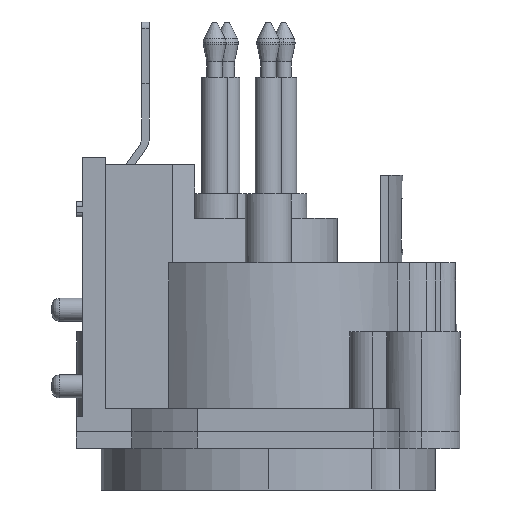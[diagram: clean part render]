
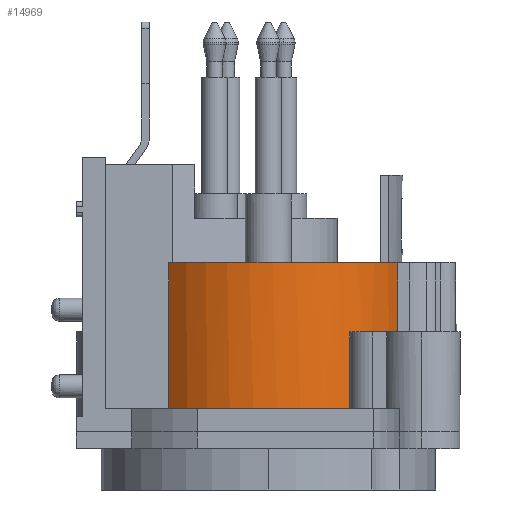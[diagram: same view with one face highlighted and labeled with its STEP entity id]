
A CAD part, front view. The second image highlights one B-rep face of the part: STEP entity #14969.
In plain terms, the highlighted cylindrical face has radius 9.15 mm (diameter 18.3 mm), a partial arc.
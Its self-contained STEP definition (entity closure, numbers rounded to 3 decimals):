
#1226 = PLANE('',#1227);
#1227 = AXIS2_PLACEMENT_3D('',#1228,#1229,#1230);
#1228 = CARTESIAN_POINT('',(0.,0.,5.));
#1229 = DIRECTION('',(0.,0.,-1.));
#1230 = DIRECTION('',(0.,1.,0.));
#1537 = VERTEX_POINT('',#1538);
#1538 = CARTESIAN_POINT('',(6.747,-6.181,5.));
#1552 = PLANE('',#1553);
#1553 = AXIS2_PLACEMENT_3D('',#1554,#1555,#1556);
#1554 = CARTESIAN_POINT('',(7.964,-7.398,-13.8));
#1555 = DIRECTION('',(-0.707,-0.707,0.));
#1556 = DIRECTION('',(0.707,-0.707,0.));
#1564 = EDGE_CURVE('',#1537,#1565,#1567,.T.);
#1565 = VERTEX_POINT('',#1566);
#1566 = CARTESIAN_POINT('',(6.181,-6.747,5.));
#1567 = SURFACE_CURVE('',#1568,(#1573,#1580),.PCURVE_S1.);
#1568 = CIRCLE('',#1569,9.15);
#1569 = AXIS2_PLACEMENT_3D('',#1570,#1571,#1572);
#1570 = CARTESIAN_POINT('',(0.,0.,5.));
#1571 = DIRECTION('',(0.,0.,-1.));
#1572 = DIRECTION('',(0.,-1.,0.));
#1573 = PCURVE('',#1226,#1574);
#1574 = DEFINITIONAL_REPRESENTATION('',(#1575),#1579);
#1575 = CIRCLE('',#1576,9.15);
#1576 = AXIS2_PLACEMENT_2D('',#1577,#1578);
#1577 = CARTESIAN_POINT('',(0.,0.));
#1578 = DIRECTION('',(-1.,0.));
#1579 = ( GEOMETRIC_REPRESENTATION_CONTEXT(2) 
PARAMETRIC_REPRESENTATION_CONTEXT() REPRESENTATION_CONTEXT('2D SPACE',''
  ) );
#1580 = PCURVE('',#1581,#1586);
#1581 = CYLINDRICAL_SURFACE('',#1582,9.15);
#1582 = AXIS2_PLACEMENT_3D('',#1583,#1584,#1585);
#1583 = CARTESIAN_POINT('',(0.,0.,9.5));
#1584 = DIRECTION('',(0.,0.,-1.));
#1585 = DIRECTION('',(0.,1.,0.));
#1586 = DEFINITIONAL_REPRESENTATION('',(#1587),#1591);
#1587 = LINE('',#1588,#1589);
#1588 = CARTESIAN_POINT('',(-3.142,4.5));
#1589 = VECTOR('',#1590,1.);
#1590 = DIRECTION('',(1.,0.));
#1591 = ( GEOMETRIC_REPRESENTATION_CONTEXT(2) 
PARAMETRIC_REPRESENTATION_CONTEXT() REPRESENTATION_CONTEXT('2D SPACE',''
  ) );
#1609 = PLANE('',#1610);
#1610 = AXIS2_PLACEMENT_3D('',#1611,#1612,#1613);
#1611 = CARTESIAN_POINT('',(8.068,-8.634,-13.8));
#1612 = DIRECTION('',(0.707,0.707,0.));
#1613 = DIRECTION('',(-0.707,0.707,0.));
#5425 = PLANE('',#5426);
#5426 = AXIS2_PLACEMENT_3D('',#5427,#5428,#5429);
#5427 = CARTESIAN_POINT('',(0.,0.,9.5));
#5428 = DIRECTION('',(0.,0.,-1.));
#5429 = DIRECTION('',(0.,1.,0.));
#5922 = VERTEX_POINT('',#5923);
#5923 = CARTESIAN_POINT('',(-6.49,-6.45,9.5));
#5937 = PLANE('',#5938);
#5938 = AXIS2_PLACEMENT_3D('',#5939,#5940,#5941);
#5939 = CARTESIAN_POINT('',(-6.588,-6.45,-13.8));
#5940 = DIRECTION('',(0.,1.,0.));
#5941 = DIRECTION('',(-1.,0.,0.));
#5949 = EDGE_CURVE('',#5950,#5922,#5952,.T.);
#5950 = VERTEX_POINT('',#5951);
#5951 = CARTESIAN_POINT('',(8.454,-3.5,9.5));
#5952 = SURFACE_CURVE('',#5953,(#5958,#5965),.PCURVE_S1.);
#5953 = CIRCLE('',#5954,9.15);
#5954 = AXIS2_PLACEMENT_3D('',#5955,#5956,#5957);
#5955 = CARTESIAN_POINT('',(0.,0.,9.5));
#5956 = DIRECTION('',(0.,0.,-1.));
#5957 = DIRECTION('',(0.,-1.,0.));
#5958 = PCURVE('',#5425,#5959);
#5959 = DEFINITIONAL_REPRESENTATION('',(#5960),#5964);
#5960 = CIRCLE('',#5961,9.15);
#5961 = AXIS2_PLACEMENT_2D('',#5962,#5963);
#5962 = CARTESIAN_POINT('',(0.,0.));
#5963 = DIRECTION('',(-1.,0.));
#5964 = ( GEOMETRIC_REPRESENTATION_CONTEXT(2) 
PARAMETRIC_REPRESENTATION_CONTEXT() REPRESENTATION_CONTEXT('2D SPACE',''
  ) );
#5965 = PCURVE('',#1581,#5966);
#5966 = DEFINITIONAL_REPRESENTATION('',(#5967),#5971);
#5967 = LINE('',#5968,#5969);
#5968 = CARTESIAN_POINT('',(-3.142,0.));
#5969 = VECTOR('',#5970,1.);
#5970 = DIRECTION('',(1.,0.));
#5971 = ( GEOMETRIC_REPRESENTATION_CONTEXT(2) 
PARAMETRIC_REPRESENTATION_CONTEXT() REPRESENTATION_CONTEXT('2D SPACE',''
  ) );
#5989 = PLANE('',#5990);
#5990 = AXIS2_PLACEMENT_3D('',#5991,#5992,#5993);
#5991 = CARTESIAN_POINT('',(10.005,-3.5,-13.8));
#5992 = DIRECTION('',(0.,1.,0.));
#5993 = DIRECTION('',(-1.,0.,0.));
#7431 = PLANE('',#7432);
#7432 = AXIS2_PLACEMENT_3D('',#7433,#7434,#7435);
#7433 = CARTESIAN_POINT('',(0.,0.,0.));
#7434 = DIRECTION('',(0.,0.,-1.));
#7435 = DIRECTION('',(0.,1.,0.));
#7910 = PLANE('',#7911);
#7911 = AXIS2_PLACEMENT_3D('',#7912,#7913,#7914);
#7912 = CARTESIAN_POINT('',(0.,0.,0.));
#7913 = DIRECTION('',(0.,0.,-1.));
#7914 = DIRECTION('',(0.,1.,0.));
#14310 = VERTEX_POINT('',#14311);
#14311 = CARTESIAN_POINT('',(6.181,-6.747,0.));
#14332 = EDGE_CURVE('',#14310,#14333,#14335,.T.);
#14333 = VERTEX_POINT('',#14334);
#14334 = CARTESIAN_POINT('',(-6.49,-6.45,0.));
#14335 = SURFACE_CURVE('',#14336,(#14341,#14348),.PCURVE_S1.);
#14336 = CIRCLE('',#14337,9.15);
#14337 = AXIS2_PLACEMENT_3D('',#14338,#14339,#14340);
#14338 = CARTESIAN_POINT('',(0.,0.,0.));
#14339 = DIRECTION('',(0.,0.,-1.));
#14340 = DIRECTION('',(0.,-1.,0.));
#14341 = PCURVE('',#7910,#14342);
#14342 = DEFINITIONAL_REPRESENTATION('',(#14343),#14347);
#14343 = CIRCLE('',#14344,9.15);
#14344 = AXIS2_PLACEMENT_2D('',#14345,#14346);
#14345 = CARTESIAN_POINT('',(0.,0.));
#14346 = DIRECTION('',(-1.,0.));
#14347 = ( GEOMETRIC_REPRESENTATION_CONTEXT(2) 
PARAMETRIC_REPRESENTATION_CONTEXT() REPRESENTATION_CONTEXT('2D SPACE',''
  ) );
#14348 = PCURVE('',#1581,#14349);
#14349 = DEFINITIONAL_REPRESENTATION('',(#14350),#14354);
#14350 = LINE('',#14351,#14352);
#14351 = CARTESIAN_POINT('',(-3.142,9.5));
#14352 = VECTOR('',#14353,1.);
#14353 = DIRECTION('',(1.,0.));
#14354 = ( GEOMETRIC_REPRESENTATION_CONTEXT(2) 
PARAMETRIC_REPRESENTATION_CONTEXT() REPRESENTATION_CONTEXT('2D SPACE',''
  ) );
#14927 = EDGE_CURVE('',#14333,#5922,#14928,.T.);
#14928 = SURFACE_CURVE('',#14929,(#14933,#14940),.PCURVE_S1.);
#14929 = LINE('',#14930,#14931);
#14930 = CARTESIAN_POINT('',(-6.49,-6.45,9.5));
#14931 = VECTOR('',#14932,1.);
#14932 = DIRECTION('',(0.,0.,1.));
#14933 = PCURVE('',#5937,#14934);
#14934 = DEFINITIONAL_REPRESENTATION('',(#14935),#14939);
#14935 = LINE('',#14936,#14937);
#14936 = CARTESIAN_POINT('',(-0.098,23.3));
#14937 = VECTOR('',#14938,1.);
#14938 = DIRECTION('',(0.,1.));
#14939 = ( GEOMETRIC_REPRESENTATION_CONTEXT(2) 
PARAMETRIC_REPRESENTATION_CONTEXT() REPRESENTATION_CONTEXT('2D SPACE',''
  ) );
#14940 = PCURVE('',#1581,#14941);
#14941 = DEFINITIONAL_REPRESENTATION('',(#14942),#14946);
#14942 = LINE('',#14943,#14944);
#14943 = CARTESIAN_POINT('',(3.93,0.));
#14944 = VECTOR('',#14945,1.);
#14945 = DIRECTION('',(0.,-1.));
#14946 = ( GEOMETRIC_REPRESENTATION_CONTEXT(2) 
PARAMETRIC_REPRESENTATION_CONTEXT() REPRESENTATION_CONTEXT('2D SPACE',''
  ) );
#14969 = ADVANCED_FACE('',(#14970),#1581,.T.);
#14970 = FACE_BOUND('',#14971,.T.);
#14971 = EDGE_LOOP('',(#14972,#14973,#14974,#14975,#14996,#14997,#15020,
    #15044));
#14972 = ORIENTED_EDGE('',*,*,#5949,.T.);
#14973 = ORIENTED_EDGE('',*,*,#14927,.F.);
#14974 = ORIENTED_EDGE('',*,*,#14332,.F.);
#14975 = ORIENTED_EDGE('',*,*,#14976,.T.);
#14976 = EDGE_CURVE('',#14310,#1565,#14977,.T.);
#14977 = SURFACE_CURVE('',#14978,(#14982,#14989),.PCURVE_S1.);
#14978 = LINE('',#14979,#14980);
#14979 = CARTESIAN_POINT('',(6.181,-6.747,9.5));
#14980 = VECTOR('',#14981,1.);
#14981 = DIRECTION('',(0.,0.,1.));
#14982 = PCURVE('',#1581,#14983);
#14983 = DEFINITIONAL_REPRESENTATION('',(#14984),#14988);
#14984 = LINE('',#14985,#14986);
#14985 = CARTESIAN_POINT('',(2.4,0.));
#14986 = VECTOR('',#14987,1.);
#14987 = DIRECTION('',(0.,-1.));
#14988 = ( GEOMETRIC_REPRESENTATION_CONTEXT(2) 
PARAMETRIC_REPRESENTATION_CONTEXT() REPRESENTATION_CONTEXT('2D SPACE',''
  ) );
#14989 = PCURVE('',#1609,#14990);
#14990 = DEFINITIONAL_REPRESENTATION('',(#14991),#14995);
#14991 = LINE('',#14992,#14993);
#14992 = CARTESIAN_POINT('',(2.669,23.3));
#14993 = VECTOR('',#14994,1.);
#14994 = DIRECTION('',(0.,1.));
#14995 = ( GEOMETRIC_REPRESENTATION_CONTEXT(2) 
PARAMETRIC_REPRESENTATION_CONTEXT() REPRESENTATION_CONTEXT('2D SPACE',''
  ) );
#14996 = ORIENTED_EDGE('',*,*,#1564,.F.);
#14997 = ORIENTED_EDGE('',*,*,#14998,.T.);
#14998 = EDGE_CURVE('',#1537,#14999,#15001,.T.);
#14999 = VERTEX_POINT('',#15000);
#15000 = CARTESIAN_POINT('',(6.747,-6.181,0.));
#15001 = SURFACE_CURVE('',#15002,(#15006,#15013),.PCURVE_S1.);
#15002 = LINE('',#15003,#15004);
#15003 = CARTESIAN_POINT('',(6.747,-6.181,5.));
#15004 = VECTOR('',#15005,1.);
#15005 = DIRECTION('',(0.,0.,-1.));
#15006 = PCURVE('',#1581,#15007);
#15007 = DEFINITIONAL_REPRESENTATION('',(#15008),#15012);
#15008 = LINE('',#15009,#15010);
#15009 = CARTESIAN_POINT('',(2.312,4.5));
#15010 = VECTOR('',#15011,1.);
#15011 = DIRECTION('',(0.,1.));
#15012 = ( GEOMETRIC_REPRESENTATION_CONTEXT(2) 
PARAMETRIC_REPRESENTATION_CONTEXT() REPRESENTATION_CONTEXT('2D SPACE',''
  ) );
#15013 = PCURVE('',#1552,#15014);
#15014 = DEFINITIONAL_REPRESENTATION('',(#15015),#15019);
#15015 = LINE('',#15016,#15017);
#15016 = CARTESIAN_POINT('',(-1.722,18.8));
#15017 = VECTOR('',#15018,1.);
#15018 = DIRECTION('',(0.,-1.));
#15019 = ( GEOMETRIC_REPRESENTATION_CONTEXT(2) 
PARAMETRIC_REPRESENTATION_CONTEXT() REPRESENTATION_CONTEXT('2D SPACE',''
  ) );
#15020 = ORIENTED_EDGE('',*,*,#15021,.F.);
#15021 = EDGE_CURVE('',#15022,#14999,#15024,.T.);
#15022 = VERTEX_POINT('',#15023);
#15023 = CARTESIAN_POINT('',(8.454,-3.5,0.));
#15024 = SURFACE_CURVE('',#15025,(#15030,#15037),.PCURVE_S1.);
#15025 = CIRCLE('',#15026,9.15);
#15026 = AXIS2_PLACEMENT_3D('',#15027,#15028,#15029);
#15027 = CARTESIAN_POINT('',(0.,0.,0.));
#15028 = DIRECTION('',(0.,0.,-1.));
#15029 = DIRECTION('',(0.,-1.,0.));
#15030 = PCURVE('',#1581,#15031);
#15031 = DEFINITIONAL_REPRESENTATION('',(#15032),#15036);
#15032 = LINE('',#15033,#15034);
#15033 = CARTESIAN_POINT('',(-3.142,9.5));
#15034 = VECTOR('',#15035,1.);
#15035 = DIRECTION('',(1.,0.));
#15036 = ( GEOMETRIC_REPRESENTATION_CONTEXT(2) 
PARAMETRIC_REPRESENTATION_CONTEXT() REPRESENTATION_CONTEXT('2D SPACE',''
  ) );
#15037 = PCURVE('',#7431,#15038);
#15038 = DEFINITIONAL_REPRESENTATION('',(#15039),#15043);
#15039 = CIRCLE('',#15040,9.15);
#15040 = AXIS2_PLACEMENT_2D('',#15041,#15042);
#15041 = CARTESIAN_POINT('',(0.,0.));
#15042 = DIRECTION('',(-1.,0.));
#15043 = ( GEOMETRIC_REPRESENTATION_CONTEXT(2) 
PARAMETRIC_REPRESENTATION_CONTEXT() REPRESENTATION_CONTEXT('2D SPACE',''
  ) );
#15044 = ORIENTED_EDGE('',*,*,#15045,.T.);
#15045 = EDGE_CURVE('',#15022,#5950,#15046,.T.);
#15046 = SURFACE_CURVE('',#15047,(#15051,#15058),.PCURVE_S1.);
#15047 = LINE('',#15048,#15049);
#15048 = CARTESIAN_POINT('',(8.454,-3.5,9.5));
#15049 = VECTOR('',#15050,1.);
#15050 = DIRECTION('',(0.,0.,1.));
#15051 = PCURVE('',#1581,#15052);
#15052 = DEFINITIONAL_REPRESENTATION('',(#15053),#15057);
#15053 = LINE('',#15054,#15055);
#15054 = CARTESIAN_POINT('',(1.963,0.));
#15055 = VECTOR('',#15056,1.);
#15056 = DIRECTION('',(0.,-1.));
#15057 = ( GEOMETRIC_REPRESENTATION_CONTEXT(2) 
PARAMETRIC_REPRESENTATION_CONTEXT() REPRESENTATION_CONTEXT('2D SPACE',''
  ) );
#15058 = PCURVE('',#5989,#15059);
#15059 = DEFINITIONAL_REPRESENTATION('',(#15060),#15064);
#15060 = LINE('',#15061,#15062);
#15061 = CARTESIAN_POINT('',(1.551,23.3));
#15062 = VECTOR('',#15063,1.);
#15063 = DIRECTION('',(0.,1.));
#15064 = ( GEOMETRIC_REPRESENTATION_CONTEXT(2) 
PARAMETRIC_REPRESENTATION_CONTEXT() REPRESENTATION_CONTEXT('2D SPACE',''
  ) );
